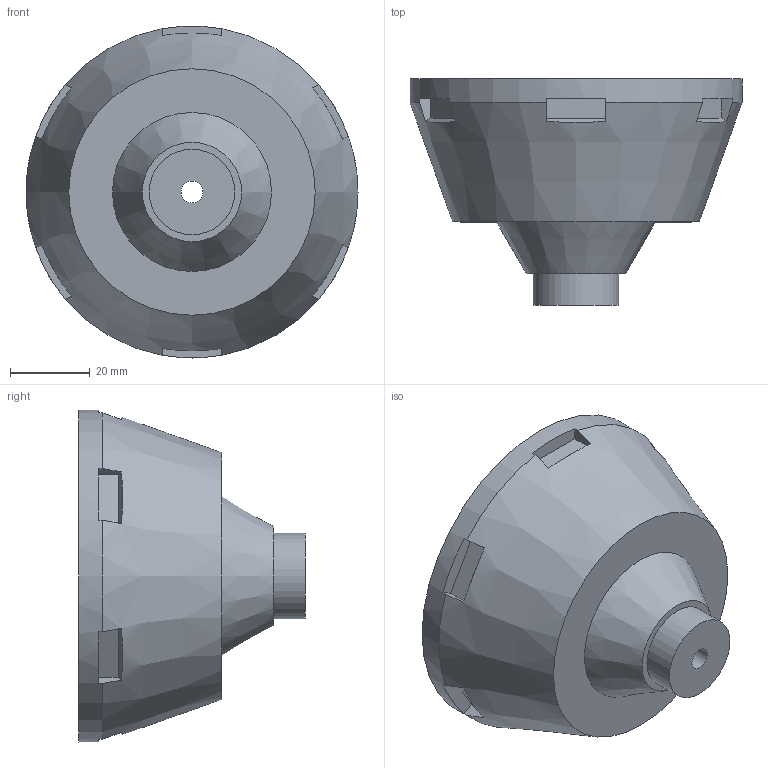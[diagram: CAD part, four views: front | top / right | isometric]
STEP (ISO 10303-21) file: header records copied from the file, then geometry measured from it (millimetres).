
FILE_DESCRIPTION(/* description */ (''),/* implementation_level */ '2;1');
FILE_NAME(/* name */ 'upper mold.stp',/* time_stamp */ '2025-08-01T02:41:53-07:00',/* author */ ('devan'),/* organization */ (''),/* preprocessor_version */ 'ST-DEVELOPER v20',/* originating_system */ 'Autodesk Inventor 2025',/* authorisation */ '');
FILE_SCHEMA (('AUTOMOTIVE_DESIGN { 1 0 10303 214 3 1 1 }'));
Length unit declared in the file: millimetre
Products named in the file (1): upper mold
Bounding box: 83.5 x 57 x 83.5 mm (x, y, z)
Volume: 72935 mm3; surface area: 23897.1 mm2
Topology: 1 solids, 1 shells, 48 faces, 128 edges, 85 vertices
Faces by surface type: plane 41, cone 4, cylinder 3
Full cylindrical faces by diameter (mm): 5.5 x1, 21.5 x1, 83.5 x1
Entity records: 1542 total; most frequent: CARTESIAN_POINT 286, DIRECTION 257, ORIENTED_EDGE 256, EDGE_CURVE 128, AXIS2_PLACEMENT_3D 92, VERTEX_POINT 85, LINE 73, VECTOR 73
